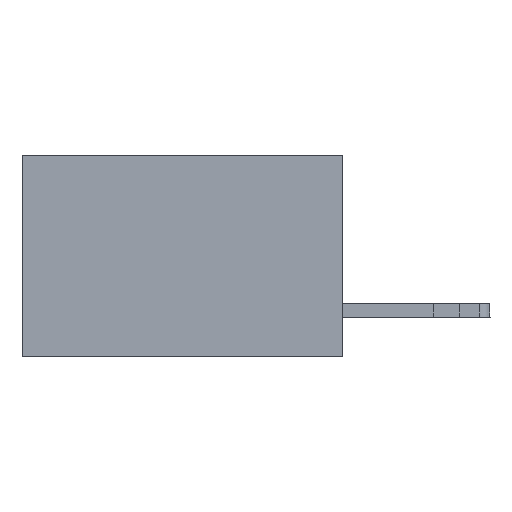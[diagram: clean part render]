
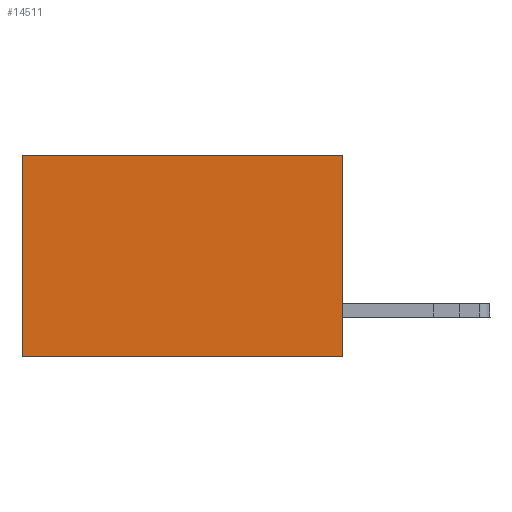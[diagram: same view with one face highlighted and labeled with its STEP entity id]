
A CAD part, left-side view. The second image highlights one B-rep face of the part: STEP entity #14511.
In plain terms, the highlighted planar face has unit normal (-1, 0, 0).
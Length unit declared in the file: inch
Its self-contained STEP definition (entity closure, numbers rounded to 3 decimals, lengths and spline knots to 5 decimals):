
#356 = DIRECTION ( 'NONE',  ( 0., 1., 0. ) ) ;
#466 = VERTEX_POINT ( 'NONE', #16862 ) ;
#1308 = PLANE ( 'NONE',  #8558 ) ;
#2874 = ORIENTED_EDGE ( 'NONE', *, *, #9123, .F. ) ;
#2994 = VERTEX_POINT ( 'NONE', #13953 ) ;
#3312 = CARTESIAN_POINT ( 'NONE',  ( 0.277, 0., -0.37 ) ) ;
#3855 = EDGE_CURVE ( 'NONE', #2994, #14535, #10195, .T. ) ;
#5377 = CARTESIAN_POINT ( 'NONE',  ( 0.277, 0.59, -0.37 ) ) ;
#5584 = VECTOR ( 'NONE', #10304, 39.37008 ) ;
#6205 = LINE ( 'NONE', #3312, #13917 ) ;
#7131 = CARTESIAN_POINT ( 'NONE',  ( 0.277, 0.59, -0.37 ) ) ;
#8056 = DIRECTION ( 'NONE',  ( 0., 0., -1. ) ) ;
#8558 = AXIS2_PLACEMENT_3D ( 'NONE', #16671, #15125, #16576 ) ;
#9123 = EDGE_CURVE ( 'NONE', #2994, #466, #6205, .T. ) ;
#9271 = EDGE_CURVE ( 'NONE', #14535, #11298, #10112, .T. ) ;
#10112 = LINE ( 'NONE', #5377, #14903 ) ;
#10195 = LINE ( 'NONE', #17824, #5584 ) ;
#10304 = DIRECTION ( 'NONE',  ( 0., 1., 0. ) ) ;
#11246 = EDGE_LOOP ( 'NONE', ( #13813, #20394, #2874, #19994 ) ) ;
#11298 = VERTEX_POINT ( 'NONE', #7131 ) ;
#11677 = VECTOR ( 'NONE', #356, 39.37008 ) ;
#12746 = CARTESIAN_POINT ( 'NONE',  ( 0.277, 0., -0.37 ) ) ;
#12956 = LINE ( 'NONE', #12746, #11677 ) ;
#13813 = ORIENTED_EDGE ( 'NONE', *, *, #9271, .T. ) ;
#13917 = VECTOR ( 'NONE', #8056, 39.37008 ) ;
#13953 = CARTESIAN_POINT ( 'NONE',  ( 0.277, 0., 0. ) ) ;
#14511 = ADVANCED_FACE ( 'NONE', ( #15431 ), #1308, .F. ) ;
#14535 = VERTEX_POINT ( 'NONE', #19876 ) ;
#14903 = VECTOR ( 'NONE', #19187, 39.37008 ) ;
#15125 = DIRECTION ( 'NONE',  ( 1., 0., 0. ) ) ;
#15431 = FACE_OUTER_BOUND ( 'NONE', #11246, .T. ) ;
#16576 = DIRECTION ( 'NONE',  ( 0., 0., -1. ) ) ;
#16671 = CARTESIAN_POINT ( 'NONE',  ( 0.277, 0., -0.37 ) ) ;
#16862 = CARTESIAN_POINT ( 'NONE',  ( 0.277, 0., -0.37 ) ) ;
#17824 = CARTESIAN_POINT ( 'NONE',  ( 0.277, 0., 0. ) ) ;
#19187 = DIRECTION ( 'NONE',  ( 0., 0., -1. ) ) ;
#19196 = EDGE_CURVE ( 'NONE', #466, #11298, #12956, .T. ) ;
#19876 = CARTESIAN_POINT ( 'NONE',  ( 0.277, 0.59, 0. ) ) ;
#19994 = ORIENTED_EDGE ( 'NONE', *, *, #3855, .T. ) ;
#20394 = ORIENTED_EDGE ( 'NONE', *, *, #19196, .F. ) ;
